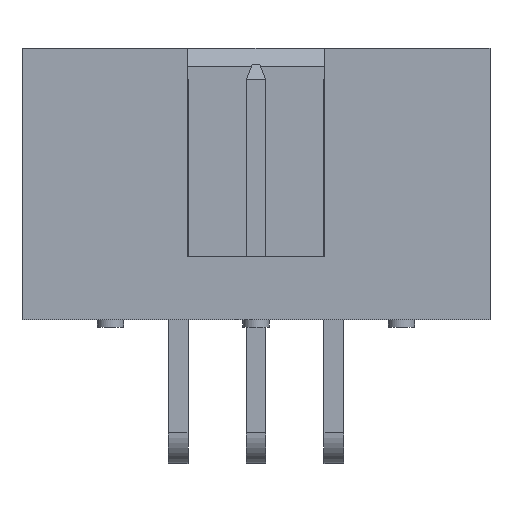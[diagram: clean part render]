
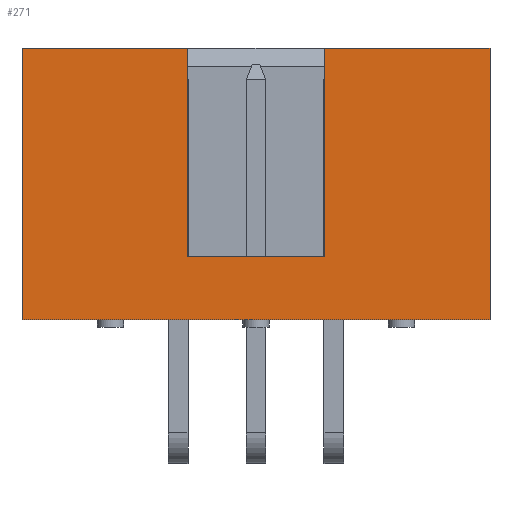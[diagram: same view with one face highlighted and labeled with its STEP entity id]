
A CAD part, front view. The second image highlights one B-rep face of the part: STEP entity #271.
In plain terms, the highlighted planar face has unit normal (0, -1, 0).
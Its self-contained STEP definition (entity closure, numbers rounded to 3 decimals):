
#271=ADVANCED_FACE('',(#740),#741,.F.);
#740=FACE_OUTER_BOUND('',#1410,.T.);
#741=PLANE('',#1411);
#1410=EDGE_LOOP('',(#2158,#2159,#2160,#2161,#2162,#2163,#2164,#2165));
#1411=AXIS2_PLACEMENT_3D('',#2166,#2167,#2168);
#2158=ORIENTED_EDGE('',*,*,#3919,.F.);
#2159=ORIENTED_EDGE('',*,*,#3920,.T.);
#2160=ORIENTED_EDGE('',*,*,#3921,.T.);
#2161=ORIENTED_EDGE('',*,*,#3922,.F.);
#2162=ORIENTED_EDGE('',*,*,#3923,.F.);
#2163=ORIENTED_EDGE('',*,*,#3848,.F.);
#2164=ORIENTED_EDGE('',*,*,#3924,.F.);
#2165=ORIENTED_EDGE('',*,*,#3925,.F.);
#2166=CARTESIAN_POINT('',(0.0,-4.425,0.0));
#2167=DIRECTION('',(-0.0,1.0,0.0));
#2168=DIRECTION('',(1.0,0.0,0.0));
#3848=EDGE_CURVE('',#4579,#4581,#4582,.T.);
#3919=EDGE_CURVE('',#4703,#4704,#4705,.T.);
#3920=EDGE_CURVE('',#4703,#4706,#4707,.T.);
#3921=EDGE_CURVE('',#4706,#4708,#4709,.T.);
#3922=EDGE_CURVE('',#4710,#4708,#4711,.T.);
#3923=EDGE_CURVE('',#4581,#4710,#4712,.T.);
#3924=EDGE_CURVE('',#4713,#4579,#4714,.T.);
#3925=EDGE_CURVE('',#4704,#4713,#4715,.T.);
#4579=VERTEX_POINT('',#5599);
#4581=VERTEX_POINT('',#5602);
#4582=LINE('',#5603,#5604);
#4703=VERTEX_POINT('',#5779);
#4704=VERTEX_POINT('',#5780);
#4705=LINE('',#5781,#5782);
#4706=VERTEX_POINT('',#5783);
#4707=LINE('',#5784,#5785);
#4708=VERTEX_POINT('',#5786);
#4709=LINE('',#5787,#5788);
#4710=VERTEX_POINT('',#5789);
#4711=LINE('',#5790,#5791);
#4712=LINE('',#5792,#5793);
#4713=VERTEX_POINT('',#5794);
#4714=LINE('',#5795,#5796);
#4715=LINE('',#5797,#5798);
#5599=CARTESIAN_POINT('',(7.64,-4.425,-4.425));
#5602=CARTESIAN_POINT('',(-7.64,-4.425,-4.425));
#5603=CARTESIAN_POINT('',(7.64,-4.425,-4.425));
#5604=VECTOR('',#7010,1000.0);
#5779=CARTESIAN_POINT('',(2.25,-4.425,-2.375));
#5780=CARTESIAN_POINT('',(2.25,-4.425,4.425));
#5781=CARTESIAN_POINT('',(2.25,-4.425,-2.375));
#5782=VECTOR('',#7089,1000.0);
#5783=CARTESIAN_POINT('',(-2.25,-4.425,-2.375));
#5784=CARTESIAN_POINT('',(2.25,-4.425,-2.375));
#5785=VECTOR('',#7090,1000.0);
#5786=CARTESIAN_POINT('',(-2.25,-4.425,4.425));
#5787=CARTESIAN_POINT('',(-2.25,-4.425,-2.375));
#5788=VECTOR('',#7091,1000.0);
#5789=CARTESIAN_POINT('',(-7.64,-4.425,4.425));
#5790=CARTESIAN_POINT('',(-7.64,-4.425,4.425));
#5791=VECTOR('',#7092,1000.0);
#5792=CARTESIAN_POINT('',(-7.64,-4.425,-4.425));
#5793=VECTOR('',#7093,1000.0);
#5794=CARTESIAN_POINT('',(7.64,-4.425,4.425));
#5795=CARTESIAN_POINT('',(7.64,-4.425,4.425));
#5796=VECTOR('',#7094,1000.0);
#5797=CARTESIAN_POINT('',(-7.64,-4.425,4.425));
#5798=VECTOR('',#7095,1000.0);
#7010=DIRECTION('',(-1.0,0.0,0.0));
#7089=DIRECTION('',(0.0,0.0,1.0));
#7090=DIRECTION('',(-1.0,0.0,0.0));
#7091=DIRECTION('',(0.0,0.0,1.0));
#7092=DIRECTION('',(1.0,0.0,0.0));
#7093=DIRECTION('',(0.0,0.0,1.0));
#7094=DIRECTION('',(0.0,0.0,-1.0));
#7095=DIRECTION('',(1.0,0.0,0.0));
